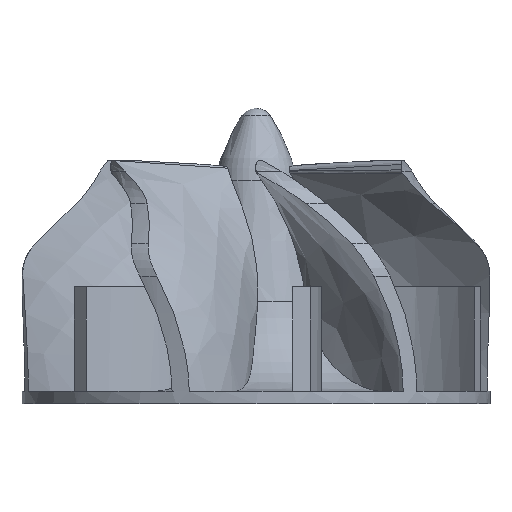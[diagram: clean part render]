
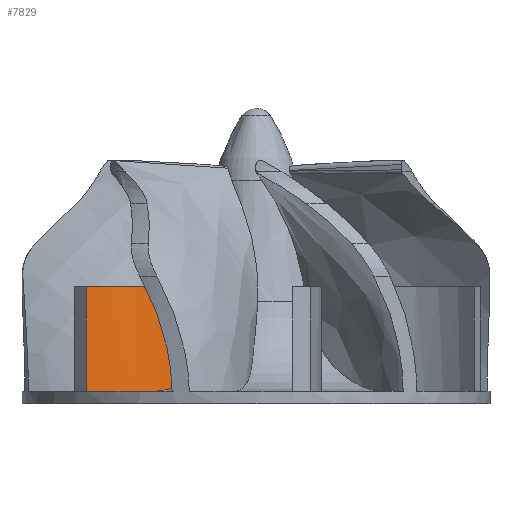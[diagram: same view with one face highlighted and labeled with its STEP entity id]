
A CAD part, front view. The second image highlights one B-rep face of the part: STEP entity #7829.
In plain terms, the highlighted cylindrical face has radius 13.22 mm (diameter 26.44 mm), a partial arc.
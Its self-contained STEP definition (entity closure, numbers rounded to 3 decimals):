
#1584 = VERTEX_POINT('',#1585);
#1585 = CARTESIAN_POINT('',(-13.797,-13.063,0.));
#6643 = VERTEX_POINT('',#6644);
#6644 = CARTESIAN_POINT('',(-8.584,-11.06,0.));
#6651 = EDGE_CURVE('',#1584,#6643,#6652,.T.);
#6652 = CIRCLE('',#6653,13.22);
#6653 = AXIS2_PLACEMENT_3D('',#6654,#6655,#6656);
#6654 = CARTESIAN_POINT('',(-15.826,0.,0.));
#6655 = DIRECTION('',(0.,0.,1.));
#6656 = DIRECTION('',(0.,-1.,0.));
#7481 = VERTEX_POINT('',#7482);
#7482 = CARTESIAN_POINT('',(-6.469,-9.339,
    0.396));
#7502 = EDGE_CURVE('',#7481,#6643,#7503,.T.);
#7503 = B_SPLINE_CURVE_WITH_KNOTS('',5,(#7504,#7505,#7506,#7507,#7508,
    #7509,#7510,#7511,#7512,#7513),.UNSPECIFIED.,.F.,.F.,(6,4,6),(0.,
    0.623,1.),.UNSPECIFIED.);
#7504 = CARTESIAN_POINT('',(-6.469,-9.339,
    0.396));
#7505 = CARTESIAN_POINT('',(-6.696,-9.567,
    0.299));
#7506 = CARTESIAN_POINT('',(-6.936,-9.793,
    0.215));
#7507 = CARTESIAN_POINT('',(-7.189,-10.017,
    0.147));
#7508 = CARTESIAN_POINT('',(-7.452,-10.236,
    0.094));
#7509 = CARTESIAN_POINT('',(-7.891,-10.576,
    0.034));
#7510 = CARTESIAN_POINT('',(-8.06,-10.701,
    0.017));
#7511 = CARTESIAN_POINT('',(-8.232,-10.824,
    0.006));
#7512 = CARTESIAN_POINT('',(-8.407,-10.944,
    0.));
#7513 = CARTESIAN_POINT('',(-8.584,-11.06,0.));
#7829 = ADVANCED_FACE('',(#7830),#7857,.T.);
#7830 = FACE_BOUND('',#7831,.F.);
#7831 = EDGE_LOOP('',(#7832,#7833,#7841,#7850,#7856));
#7832 = ORIENTED_EDGE('',*,*,#6651,.F.);
#7833 = ORIENTED_EDGE('',*,*,#7834,.T.);
#7834 = EDGE_CURVE('',#1584,#7835,#7837,.T.);
#7835 = VERTEX_POINT('',#7836);
#7836 = CARTESIAN_POINT('',(-13.797,-13.063,8.5));
#7837 = LINE('',#7838,#7839);
#7838 = CARTESIAN_POINT('',(-13.797,-13.063,0.));
#7839 = VECTOR('',#7840,1.);
#7840 = DIRECTION('',(0.,0.,1.));
#7841 = ORIENTED_EDGE('',*,*,#7842,.T.);
#7842 = EDGE_CURVE('',#7835,#7843,#7845,.T.);
#7843 = VERTEX_POINT('',#7844);
#7844 = CARTESIAN_POINT('',(-6.469,-9.339,8.5));
#7845 = CIRCLE('',#7846,13.22);
#7846 = AXIS2_PLACEMENT_3D('',#7847,#7848,#7849);
#7847 = CARTESIAN_POINT('',(-15.826,0.,8.5));
#7848 = DIRECTION('',(0.,0.,1.));
#7849 = DIRECTION('',(0.,-1.,0.));
#7850 = ORIENTED_EDGE('',*,*,#7851,.F.);
#7851 = EDGE_CURVE('',#7481,#7843,#7852,.T.);
#7852 = LINE('',#7853,#7854);
#7853 = CARTESIAN_POINT('',(-6.469,-9.339,0.));
#7854 = VECTOR('',#7855,1.);
#7855 = DIRECTION('',(0.,0.,1.));
#7856 = ORIENTED_EDGE('',*,*,#7502,.T.);
#7857 = CYLINDRICAL_SURFACE('',#7858,13.22);
#7858 = AXIS2_PLACEMENT_3D('',#7859,#7860,#7861);
#7859 = CARTESIAN_POINT('',(-15.826,0.,0.));
#7860 = DIRECTION('',(0.,-0.,-1.));
#7861 = DIRECTION('',(0.,-1.,0.));
